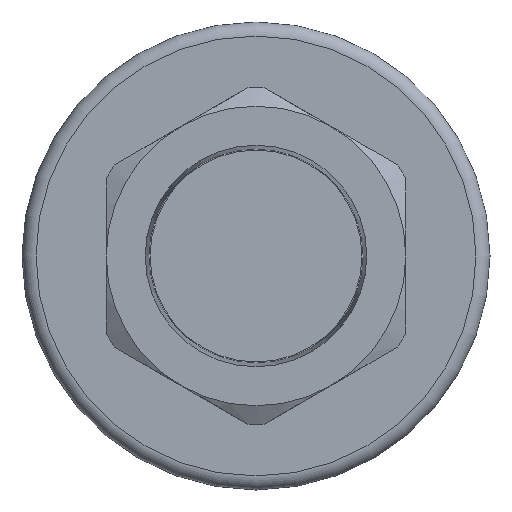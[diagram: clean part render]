
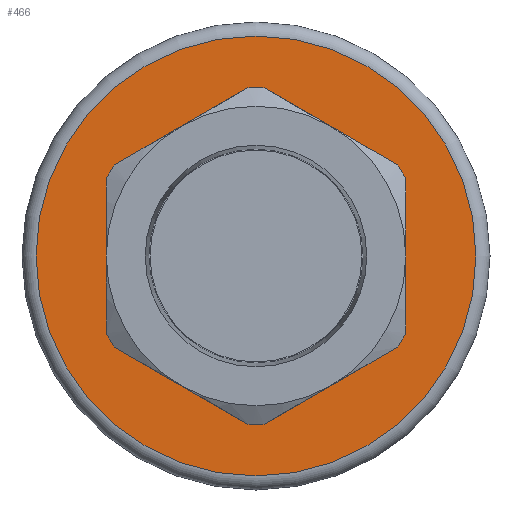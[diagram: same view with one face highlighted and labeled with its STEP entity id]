
A CAD part, left-side view. The second image highlights one B-rep face of the part: STEP entity #466.
In plain terms, the highlighted planar face has unit normal (-1, 0, 0).
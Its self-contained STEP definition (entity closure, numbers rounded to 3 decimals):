
#311=CARTESIAN_POINT('',(-4.,0.,23.5));
#312=VERTEX_POINT('',#311);
#313=CARTESIAN_POINT('',(-4.,0.0,0.));
#314=DIRECTION('',(1.0,0.0,0.0));
#315=DIRECTION('',(0.0,0.0,-1.0));
#316=AXIS2_PLACEMENT_3D('',#313,#314,#315);
#317=CIRCLE('',#316,23.5);
#318=EDGE_CURVE('',#312,#312,#317,.T.);
#354=CARTESIAN_POINT('',(-4.,0.0,0.));
#355=DIRECTION('',(1.0,0.0,0.0));
#356=DIRECTION('',(0.0,0.0,-1.0));
#357=AXIS2_PLACEMENT_3D('',#354,#355,#356);
#358=PLANE('',#357);
#359=ORIENTED_EDGE('',*,*,#318,.F.);
#360=EDGE_LOOP('',(#359));
#361=FACE_OUTER_BOUND('',#360,.T.);
#362=CARTESIAN_POINT('',(-4.,0.859,17.98));
#363=VERTEX_POINT('',#362);
#364=CARTESIAN_POINT('',(-4.,-0.859,17.98));
#365=VERTEX_POINT('',#364);
#366=CARTESIAN_POINT('',(-4.,0.0,0.));
#367=DIRECTION('',(1.0,0.,0.));
#368=DIRECTION('',(0.,-0.048,0.999));
#369=AXIS2_PLACEMENT_3D('',#366,#367,#368);
#370=CIRCLE('',#369,18.0);
#371=EDGE_CURVE('',#363,#365,#370,.T.);
#372=ORIENTED_EDGE('',*,*,#371,.T.);
#373=CARTESIAN_POINT('',(-4.,-15.141,9.733));
#374=VERTEX_POINT('',#373);
#375=CARTESIAN_POINT('',(-4.,-0.859,17.98));
#376=DIRECTION('',(0.,-0.866,-0.5));
#377=VECTOR('',#376,16.492);
#378=LINE('',#375,#377);
#379=EDGE_CURVE('',#365,#374,#378,.T.);
#380=ORIENTED_EDGE('',*,*,#379,.T.);
#381=CARTESIAN_POINT('',(-4.,-16.,8.246));
#382=VERTEX_POINT('',#381);
#383=CARTESIAN_POINT('',(-4.,0.0,0.));
#384=DIRECTION('',(1.,0.,0.));
#385=DIRECTION('',(0.,-0.889,0.458));
#386=AXIS2_PLACEMENT_3D('',#383,#384,#385);
#387=CIRCLE('',#386,18.0);
#388=EDGE_CURVE('',#374,#382,#387,.T.);
#389=ORIENTED_EDGE('',*,*,#388,.T.);
#390=CARTESIAN_POINT('',(-4.,-16.,-8.246));
#391=VERTEX_POINT('',#390);
#392=CARTESIAN_POINT('',(-4.,-16.,8.246));
#393=DIRECTION('',(0.0,0.0,-1.0));
#394=VECTOR('',#393,16.492);
#395=LINE('',#392,#394);
#396=EDGE_CURVE('',#382,#391,#395,.T.);
#397=ORIENTED_EDGE('',*,*,#396,.T.);
#398=CARTESIAN_POINT('',(-4.,-15.141,-9.733));
#399=VERTEX_POINT('',#398);
#400=CARTESIAN_POINT('',(-4.,0.0,0.));
#401=DIRECTION('',(1.0,0.,0.));
#402=DIRECTION('',(0.,-0.841,-0.541));
#403=AXIS2_PLACEMENT_3D('',#400,#401,#402);
#404=CIRCLE('',#403,18.0);
#405=EDGE_CURVE('',#391,#399,#404,.T.);
#406=ORIENTED_EDGE('',*,*,#405,.T.);
#407=CARTESIAN_POINT('',(-4.,-0.859,-17.98));
#408=VERTEX_POINT('',#407);
#409=CARTESIAN_POINT('',(-4.,-15.141,-9.733));
#410=DIRECTION('',(0.,0.866,-0.5));
#411=VECTOR('',#410,16.492);
#412=LINE('',#409,#411);
#413=EDGE_CURVE('',#399,#408,#412,.T.);
#414=ORIENTED_EDGE('',*,*,#413,.T.);
#415=CARTESIAN_POINT('',(-4.,0.859,-17.98));
#416=VERTEX_POINT('',#415);
#417=CARTESIAN_POINT('',(-4.,0.0,0.));
#418=DIRECTION('',(1.0,0.,0.));
#419=DIRECTION('',(0.,0.048,-0.999));
#420=AXIS2_PLACEMENT_3D('',#417,#418,#419);
#421=CIRCLE('',#420,18.);
#422=EDGE_CURVE('',#408,#416,#421,.T.);
#423=ORIENTED_EDGE('',*,*,#422,.T.);
#424=CARTESIAN_POINT('',(-4.,15.141,-9.733));
#425=VERTEX_POINT('',#424);
#426=CARTESIAN_POINT('',(-4.,0.859,-17.98));
#427=DIRECTION('',(0.,0.866,0.5));
#428=VECTOR('',#427,16.492);
#429=LINE('',#426,#428);
#430=EDGE_CURVE('',#416,#425,#429,.T.);
#431=ORIENTED_EDGE('',*,*,#430,.T.);
#432=CARTESIAN_POINT('',(-4.,16.,-8.246));
#433=VERTEX_POINT('',#432);
#434=CARTESIAN_POINT('',(-4.,0.0,0.));
#435=DIRECTION('',(1.,0.,0.));
#436=DIRECTION('',(0.,0.889,-0.458));
#437=AXIS2_PLACEMENT_3D('',#434,#435,#436);
#438=CIRCLE('',#437,18.);
#439=EDGE_CURVE('',#425,#433,#438,.T.);
#440=ORIENTED_EDGE('',*,*,#439,.T.);
#441=CARTESIAN_POINT('',(-4.,16.,8.246));
#442=VERTEX_POINT('',#441);
#443=CARTESIAN_POINT('',(-4.,16.,-8.246));
#444=DIRECTION('',(0.0,0.0,1.0));
#445=VECTOR('',#444,16.492);
#446=LINE('',#443,#445);
#447=EDGE_CURVE('',#433,#442,#446,.T.);
#448=ORIENTED_EDGE('',*,*,#447,.T.);
#449=CARTESIAN_POINT('',(-4.,15.141,9.733));
#450=VERTEX_POINT('',#449);
#451=CARTESIAN_POINT('',(-4.,0.0,0.));
#452=DIRECTION('',(1.,0.,0.));
#453=DIRECTION('',(0.,0.841,0.541));
#454=AXIS2_PLACEMENT_3D('',#451,#452,#453);
#455=CIRCLE('',#454,18.0);
#456=EDGE_CURVE('',#442,#450,#455,.T.);
#457=ORIENTED_EDGE('',*,*,#456,.T.);
#458=CARTESIAN_POINT('',(-4.,15.141,9.733));
#459=DIRECTION('',(0.,-0.866,0.5));
#460=VECTOR('',#459,16.492);
#461=LINE('',#458,#460);
#462=EDGE_CURVE('',#450,#363,#461,.T.);
#463=ORIENTED_EDGE('',*,*,#462,.T.);
#464=EDGE_LOOP('',(#372,#380,#389,#397,#406,#414,#423,#431,#440,#448,#457,#463));
#465=FACE_BOUND('',#464,.T.);
#466=ADVANCED_FACE('',(#361,#465),#358,.F.);
